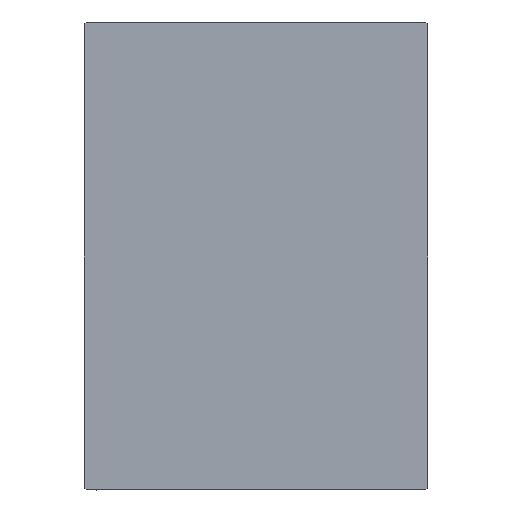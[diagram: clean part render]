
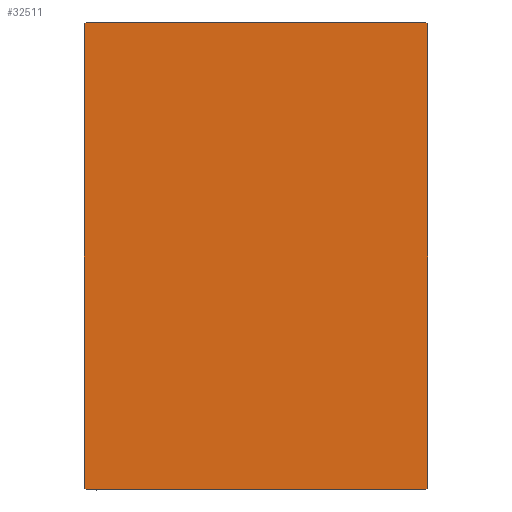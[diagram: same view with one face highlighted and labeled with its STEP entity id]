
A CAD part, left-side view. The second image highlights one B-rep face of the part: STEP entity #32511.
In plain terms, the highlighted face is planar.
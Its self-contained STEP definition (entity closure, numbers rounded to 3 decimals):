
#87 = EDGE_CURVE ( 'NONE', #37440, #32051, #2260, .T. ) ;
#134 = CARTESIAN_POINT ( 'NONE',  ( 135., -32.35, -32.35 ) ) ;
#974 = DIRECTION ( 'NONE',  ( 0., -0.707, 0.707 ) ) ;
#1988 = EDGE_LOOP ( 'NONE', ( #22753, #42904, #13607, #30922, #7968, #26614, #4503, #7682 ) ) ;
#2260 = LINE ( 'NONE', #2478, #7155 ) ;
#2478 = CARTESIAN_POINT ( 'NONE',  ( 135., -27.5, -37.5 ) ) ;
#2891 = CARTESIAN_POINT ( 'NONE',  ( 135., 27.5, 37.5 ) ) ;
#3701 = EDGE_CURVE ( 'NONE', #32051, #27760, #17099, .T. ) ;
#4159 = DIRECTION ( 'NONE',  ( 0., 0.707, 0.707 ) ) ;
#4210 = VECTOR ( 'NONE', #10198, 1000. ) ;
#4329 = CARTESIAN_POINT ( 'NONE',  ( 135., 27.5, 37.2 ) ) ;
#4503 = ORIENTED_EDGE ( 'NONE', *, *, #26264, .T. ) ;
#4616 = EDGE_CURVE ( 'NONE', #20444, #15534, #32236, .T. ) ;
#5551 = EDGE_CURVE ( 'NONE', #14721, #37440, #26411, .T. ) ;
#6250 = CARTESIAN_POINT ( 'NONE',  ( 135., 27.2, -37.5 ) ) ;
#7155 = VECTOR ( 'NONE', #19112, 1000. ) ;
#7512 = CARTESIAN_POINT ( 'NONE',  ( 135., -27.2, 37.5 ) ) ;
#7682 = ORIENTED_EDGE ( 'NONE', *, *, #5551, .T. ) ;
#7968 = ORIENTED_EDGE ( 'NONE', *, *, #34469, .T. ) ;
#10198 = DIRECTION ( 'NONE',  ( 0., 0.707, -0.707 ) ) ;
#10393 = CARTESIAN_POINT ( 'NONE',  ( 135., 27.5, -37.2 ) ) ;
#12301 = DIRECTION ( 'NONE',  ( 0., -1., 0. ) ) ;
#12978 = VECTOR ( 'NONE', #29748, 1000. ) ;
#13607 = ORIENTED_EDGE ( 'NONE', *, *, #30617, .T. ) ;
#14481 = VECTOR ( 'NONE', #12301, 1000. ) ;
#14581 = VERTEX_POINT ( 'NONE', #19245 ) ;
#14721 = VERTEX_POINT ( 'NONE', #36312 ) ;
#15108 = AXIS2_PLACEMENT_3D ( 'NONE', #33346, #34569, #20209 ) ;
#15534 = VERTEX_POINT ( 'NONE', #24450 ) ;
#17099 = LINE ( 'NONE', #40483, #25145 ) ;
#18146 = VECTOR ( 'NONE', #36172, 1000. ) ;
#19112 = DIRECTION ( 'NONE',  ( 0., 1., 0. ) ) ;
#19245 = CARTESIAN_POINT ( 'NONE',  ( 135., 27.2, 37.5 ) ) ;
#20209 = DIRECTION ( 'NONE',  ( 0., 0., -1. ) ) ;
#20444 = VERTEX_POINT ( 'NONE', #7512 ) ;
#22385 = CARTESIAN_POINT ( 'NONE',  ( 135., -32.35, 32.35 ) ) ;
#22753 = ORIENTED_EDGE ( 'NONE', *, *, #87, .T. ) ;
#24450 = CARTESIAN_POINT ( 'NONE',  ( 135., -27.5, 37.2 ) ) ;
#25134 = EDGE_CURVE ( 'NONE', #26274, #14581, #34447, .T. ) ;
#25145 = VECTOR ( 'NONE', #4159, 1000. ) ;
#26264 = EDGE_CURVE ( 'NONE', #15534, #14721, #43077, .T. ) ;
#26274 = VERTEX_POINT ( 'NONE', #4329 ) ;
#26411 = LINE ( 'NONE', #134, #4210 ) ;
#26614 = ORIENTED_EDGE ( 'NONE', *, *, #4616, .T. ) ;
#27622 = CARTESIAN_POINT ( 'NONE',  ( 135., -27.2, -37.5 ) ) ;
#27760 = VERTEX_POINT ( 'NONE', #10393 ) ;
#29748 = DIRECTION ( 'NONE',  ( 0., 0., 1. ) ) ;
#30274 = FACE_OUTER_BOUND ( 'NONE', #1988, .T. ) ;
#30617 = EDGE_CURVE ( 'NONE', #27760, #26274, #43074, .T. ) ;
#30922 = ORIENTED_EDGE ( 'NONE', *, *, #25134, .T. ) ;
#31162 = CARTESIAN_POINT ( 'NONE',  ( 135., 32.35, 32.35 ) ) ;
#32051 = VERTEX_POINT ( 'NONE', #6250 ) ;
#32236 = LINE ( 'NONE', #22385, #18146 ) ;
#32511 = ADVANCED_FACE ( 'NONE', ( #30274 ), #40107, .T. ) ;
#32530 = VECTOR ( 'NONE', #974, 1000. ) ;
#33028 = CARTESIAN_POINT ( 'NONE',  ( 135., 27.5, -37.5 ) ) ;
#33253 = DIRECTION ( 'NONE',  ( 0., 0., -1. ) ) ;
#33346 = CARTESIAN_POINT ( 'NONE',  ( 135., 0., 0. ) ) ;
#34447 = LINE ( 'NONE', #31162, #32530 ) ;
#34469 = EDGE_CURVE ( 'NONE', #14581, #20444, #35709, .T. ) ;
#34569 = DIRECTION ( 'NONE',  ( 1., 0., 0. ) ) ;
#35709 = LINE ( 'NONE', #2891, #14481 ) ;
#36172 = DIRECTION ( 'NONE',  ( 0., -0.707, -0.707 ) ) ;
#36312 = CARTESIAN_POINT ( 'NONE',  ( 135., -27.5, -37.2 ) ) ;
#37437 = VECTOR ( 'NONE', #33253, 1000. ) ;
#37440 = VERTEX_POINT ( 'NONE', #27622 ) ;
#39799 = CARTESIAN_POINT ( 'NONE',  ( 135., -27.5, 37.5 ) ) ;
#40107 = PLANE ( 'NONE',  #15108 ) ;
#40483 = CARTESIAN_POINT ( 'NONE',  ( 135., 32.35, -32.35 ) ) ;
#42904 = ORIENTED_EDGE ( 'NONE', *, *, #3701, .T. ) ;
#43074 = LINE ( 'NONE', #33028, #12978 ) ;
#43077 = LINE ( 'NONE', #39799, #37437 ) ;
